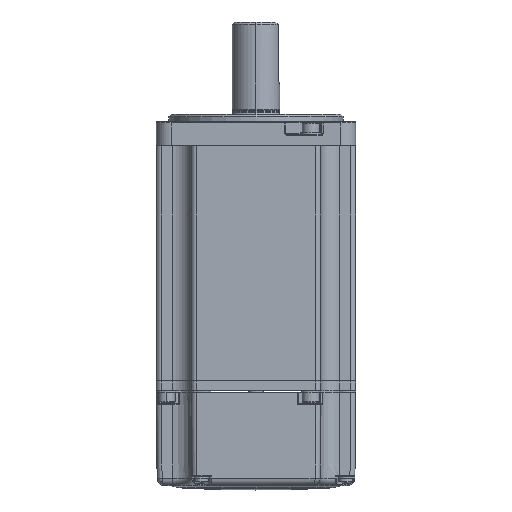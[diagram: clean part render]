
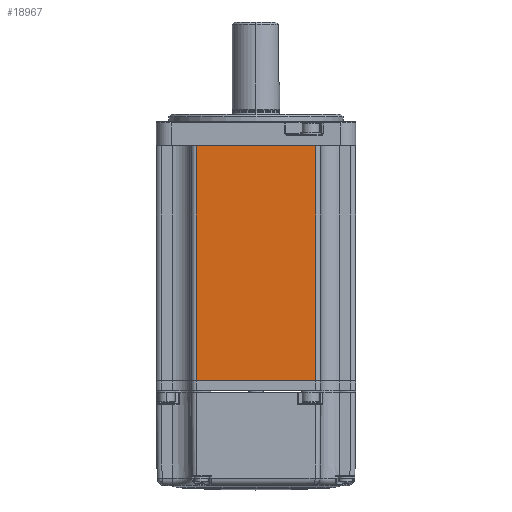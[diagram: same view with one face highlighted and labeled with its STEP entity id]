
A CAD part, front view. The second image highlights one B-rep face of the part: STEP entity #18967.
In plain terms, the highlighted planar face has unit normal (0, -1, 0).
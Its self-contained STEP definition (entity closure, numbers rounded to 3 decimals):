
#480 = CARTESIAN_POINT ( 'NONE',  ( 24., -40., 96.5 ) ) ;
#481 = DIRECTION ( 'NONE',  ( 0., 0., 1. ) ) ;
#489 = CARTESIAN_POINT ( 'NONE',  ( -24., -40., 96.5 ) ) ;
#490 = DIRECTION ( 'NONE',  ( 0., 0., -1. ) ) ;
#2054 = VERTEX_POINT ( 'NONE', #15349 ) ;
#2058 = VERTEX_POINT ( 'NONE', #15353 ) ;
#2059 = VERTEX_POINT ( 'NONE', #15354 ) ;
#2062 = VERTEX_POINT ( 'NONE', #15357 ) ;
#15349 = CARTESIAN_POINT ( 'NONE',  ( 24., -40., 1.2 ) ) ;
#15353 = CARTESIAN_POINT ( 'NONE',  ( 24., -40., 95.3 ) ) ;
#15354 = CARTESIAN_POINT ( 'NONE',  ( -24., -40., 95.3 ) ) ;
#15357 = CARTESIAN_POINT ( 'NONE',  ( -24., -40., 1.2 ) ) ;
#18967 = ADVANCED_FACE ( 'NONE', ( #41404 ), #29036, .F. ) ;
#19854 = EDGE_LOOP ( 'NONE', ( #20824, #20825, #20826, #20827 ) ) ;
#20824 = ORIENTED_EDGE ( 'NONE', *, *, #31552, .T. ) ;
#20825 = ORIENTED_EDGE ( 'NONE', *, *, #31435, .T. ) ;
#20826 = ORIENTED_EDGE ( 'NONE', *, *, #31554, .T. ) ;
#20827 = ORIENTED_EDGE ( 'NONE', *, *, #31428, .T. ) ;
#29031 = CARTESIAN_POINT ( 'NONE',  ( 0., -40., 96.5 ) ) ;
#29036 = PLANE ( 'NONE',  #52949 ) ;
#29039 = DIRECTION ( 'NONE',  ( 0., 1., 0. ) ) ;
#29040 = DIRECTION ( 'NONE',  ( -1., 0., 0. ) ) ;
#31428 = EDGE_CURVE ( 'NONE', #2058, #2059, #44613, .T. ) ;
#31435 = EDGE_CURVE ( 'NONE', #2062, #2054, #44625, .T. ) ;
#31552 = EDGE_CURVE ( 'NONE', #2059, #2062, #44811, .T. ) ;
#31554 = EDGE_CURVE ( 'NONE', #2054, #2058, #44815, .T. ) ;
#41404 = FACE_OUTER_BOUND ( 'NONE', #19854, .T. ) ;
#44613 = LINE ( 'NONE', #46886, #44616 ) ;
#44616 = VECTOR ( 'NONE', #46890, 1000. ) ;
#44625 = LINE ( 'NONE', #46921, #44628 ) ;
#44628 = VECTOR ( 'NONE', #46922, 1000. ) ;
#44811 = LINE ( 'NONE', #489, #44814 ) ;
#44814 = VECTOR ( 'NONE', #490, 1000. ) ;
#44815 = LINE ( 'NONE', #480, #44817 ) ;
#44817 = VECTOR ( 'NONE', #481, 1000. ) ;
#46886 = CARTESIAN_POINT ( 'NONE',  ( -24., -40., 95.3 ) ) ;
#46890 = DIRECTION ( 'NONE',  ( -1., 0., 0. ) ) ;
#46921 = CARTESIAN_POINT ( 'NONE',  ( 24., -40., 1.2 ) ) ;
#46922 = DIRECTION ( 'NONE',  ( 1., 0., 0. ) ) ;
#52949 = AXIS2_PLACEMENT_3D ( 'NONE', #29031, #29039, #29040 ) ;
